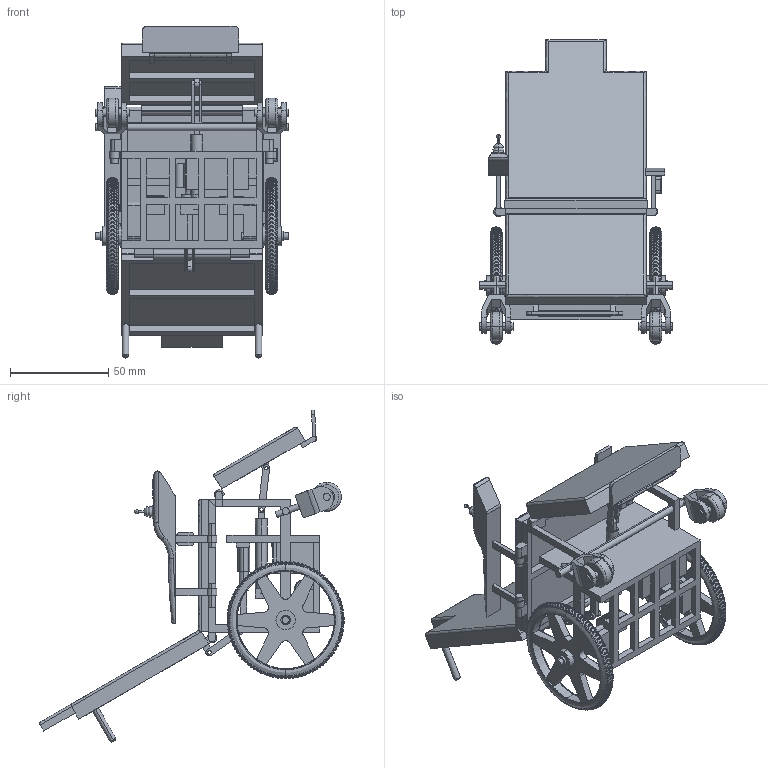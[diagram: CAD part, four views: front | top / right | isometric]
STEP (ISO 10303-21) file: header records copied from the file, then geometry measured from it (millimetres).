
FILE_DESCRIPTION(('FreeCAD Model'),'2;1');
FILE_NAME('Open CASCADE Shape Model','2025-04-29T06:06:36',('FreeCAD'),( 'FreeCAD'),'Open CASCADE STEP processor 7.6','FreeCAD','Unknown');
FILE_SCHEMA(('AUTOMOTIVE_DESIGN { 1 0 10303 214 1 1 1 1 }'));
Products named in the file (1): Open CASCADE STEP translator 7.6 1
Bounding box: 98.61 x 155.27 x 169.35 mm (x, y, z)
Volume: 155309.4 mm3; surface area: 95876 mm2
Topology: 46 solids, 46 shells, 5627 faces, 15120 edges, 10141 vertices
Faces by surface type: bspline 5627
Entity records: 184322 total; most frequent: CARTESIAN_POINT 93235, ORIENTED_EDGE 30220, EDGE_CURVE 15110, B_SPLINE_CURVE_WITH_KNOTS 12731, VERTEX_POINT 10141, FACE_BOUND 6272, EDGE_LOOP 6272, ADVANCED_FACE 5627
